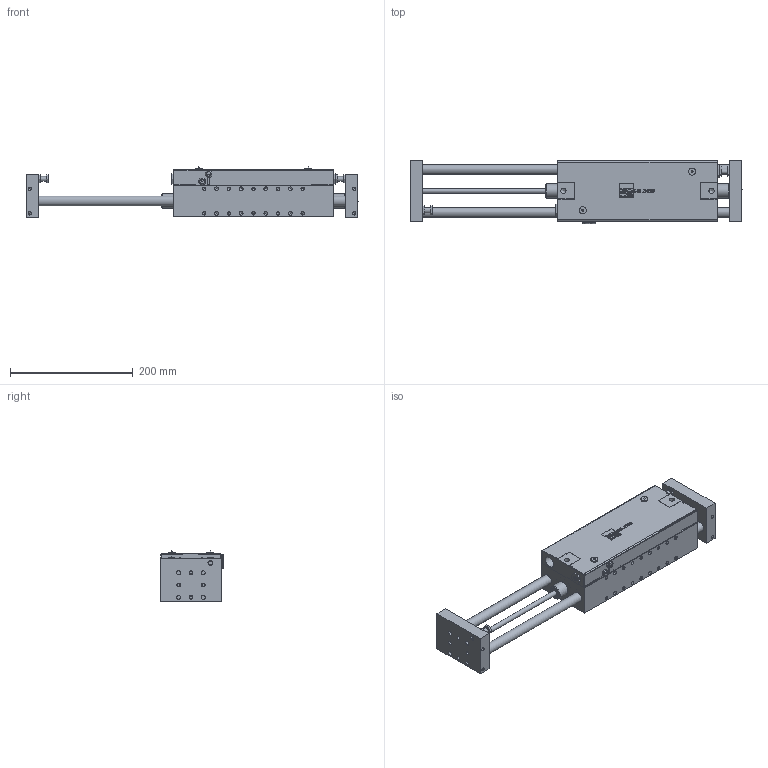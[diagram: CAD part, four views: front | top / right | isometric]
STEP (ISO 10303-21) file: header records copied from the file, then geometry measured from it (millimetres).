
FILE_DESCRIPTION((''),'2;1');
FILE_NAME('MSL3-200.stp','2012-10-01T10:07:24',('hartung_david'),(''),'Autodesk Inventor 2012','Autodesk Inventor 2012','');
FILE_SCHEMA(('AUTOMOTIVE_DESIGN { 1 0 10303 214 1 1 1 1 }'));
Length unit declared in the file: millimetre
Products named in the file (3): MSL3-200; MSL3-200-010; MSL3-200-020
Assembly tree (2 placements, depth 2):
  MSL3-200
    MSL3-200-010
    MSL3-200-020
Bounding box: 540 x 103.5 x 81.5 mm (x, y, z)
Volume: 2288865.3 mm3; surface area: 313313.9 mm2
Topology: 2 solids, 30 shells, 1217 faces, 3128 edges, 2094 vertices
Faces by surface type: plane 573, cylinder 258, bspline 254, cone 128, torus 4
Full cylindrical faces by diameter (mm): 3.7 x2, 4 x2, 4.459 x2, 4.917 x30, 5 x30, 5.459 x42, 6 x32, 6.5 x2, 6.6 x8, 6.917 x2, 7 x2, 7.459 x2, 8 x10, 8.5 x2, 8.566 x2, 8.8 x2, 9.5 x2, 9.6 x4, 11 x10, 11.4 x2, 11.5 x2, 13.4 x2, 15 x12, 16 x10, 17 x2, 18.376 x2, 23 x2, 26 x4, 26.2 x4, 37 x2
Entity records: 36499 total; most frequent: CARTESIAN_POINT 9702, ORIENTED_EDGE 5040, DIRECTION 4490, EDGE_CURVE 2520, VERTEX_POINT 1848, EDGE_LOOP 1810, AXIS2_PLACEMENT_3D 1564, VECTOR 1362
